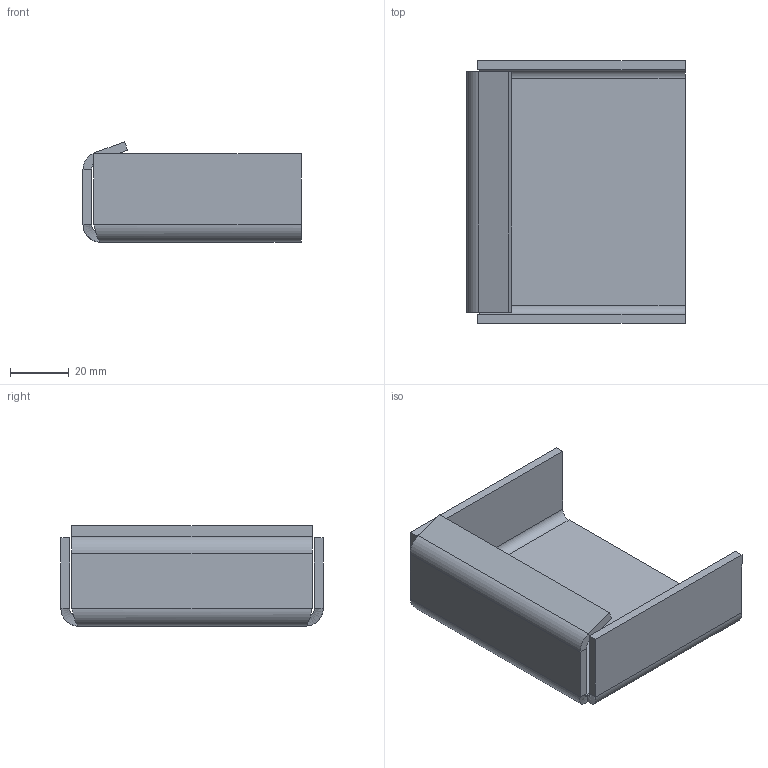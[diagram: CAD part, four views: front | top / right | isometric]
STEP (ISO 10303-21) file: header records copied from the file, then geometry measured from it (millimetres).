
FILE_DESCRIPTION (( 'STEP AP203' ), '1' );
FILE_NAME ('Top Kinect holder.STEP', '2020-06-27T06:54:47', ( '' ), ( '' ), 'SwSTEP 2.0', 'SolidWorks 2017', '' );
FILE_SCHEMA (( 'CONFIG_CONTROL_DESIGN' ));
Length unit declared in the file: millimetre
Products named in the file (1): Top Kinect holder
Bounding box: 74 x 89 x 34.04 mm (x, y, z)
Volume: 39011.6 mm3; surface area: 27535 mm2
Topology: 1 solids, 1 shells, 38 faces, 76 edges, 40 vertices
Faces by surface type: plane 26, cylinder 8, bspline 4
Entity records: 1281 total; most frequent: CARTESIAN_POINT 455, ORIENTED_EDGE 152, DIRECTION 146, EDGE_CURVE 76, LINE 60, VECTOR 60, AXIS2_PLACEMENT_3D 43, VERTEX_POINT 40
